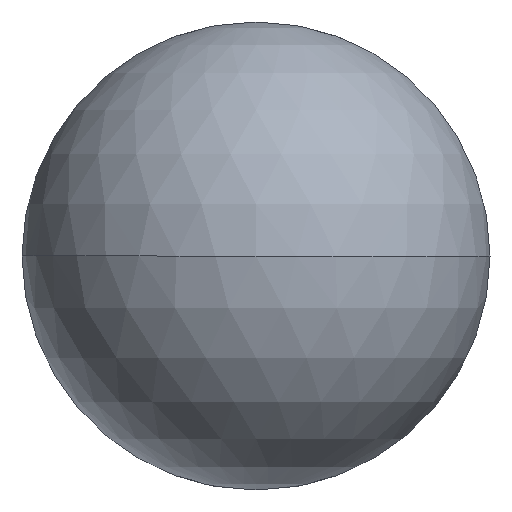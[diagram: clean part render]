
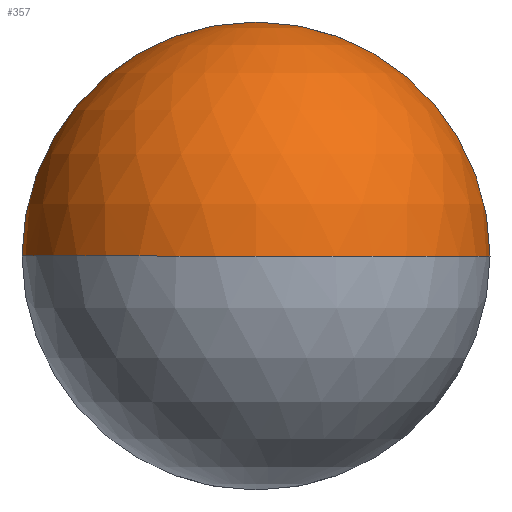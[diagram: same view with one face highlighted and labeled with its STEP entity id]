
A CAD part, front view. The second image highlights one B-rep face of the part: STEP entity #357.
In plain terms, the highlighted spherical face has radius 4.763 mm.
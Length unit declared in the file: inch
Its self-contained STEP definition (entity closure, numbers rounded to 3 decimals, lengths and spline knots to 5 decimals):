
#12 = VERTEX_POINT ( 'NONE', #54 ) ;
#22 = CARTESIAN_POINT ( 'NONE',  ( 0., 0., 0. ) ) ;
#24 = CIRCLE ( 'NONE', #246, 0.1875 ) ;
#25 = CARTESIAN_POINT ( 'NONE',  ( -0.1875, 0.1875, 0. ) ) ;
#31 = CIRCLE ( 'NONE', #297, 0.1875 ) ;
#39 = CARTESIAN_POINT ( 'NONE',  ( 0., 0.1875, 0. ) ) ;
#51 = ORIENTED_EDGE ( 'NONE', *, *, #255, .F. ) ;
#54 = CARTESIAN_POINT ( 'NONE',  ( 0.1875, 0.1875, 0. ) ) ;
#60 = DIRECTION ( 'NONE',  ( 0., -1., 0. ) ) ;
#61 = DIRECTION ( 'NONE',  ( 1., 0., 0. ) ) ;
#68 = DIRECTION ( 'NONE',  ( 0., 0., 1. ) ) ;
#75 = EDGE_CURVE ( 'NONE', #355, #84, #172, .T. ) ;
#76 = CIRCLE ( 'NONE', #344, 0.1875 ) ;
#84 = VERTEX_POINT ( 'NONE', #25 ) ;
#117 = FACE_OUTER_BOUND ( 'NONE', #224, .T. ) ;
#123 = AXIS2_PLACEMENT_3D ( 'NONE', #257, #371, #229 ) ;
#127 = DIRECTION ( 'NONE',  ( 1., 0., 0. ) ) ;
#161 = DIRECTION ( 'NONE',  ( 0., 0., -1. ) ) ;
#172 = CIRCLE ( 'NONE', #123, 0.1875 ) ;
#183 = EDGE_CURVE ( 'NONE', #12, #355, #31, .T. ) ;
#204 = ORIENTED_EDGE ( 'NONE', *, *, #183, .T. ) ;
#215 = DIRECTION ( 'NONE',  ( 0., 0., -1. ) ) ;
#224 = EDGE_LOOP ( 'NONE', ( #365, #359, #51, #204 ) ) ;
#229 = DIRECTION ( 'NONE',  ( 0., 0., -1. ) ) ;
#243 = SPHERICAL_SURFACE ( 'NONE', #349, 0.1875 ) ;
#244 = EDGE_CURVE ( 'NONE', #84, #285, #24, .T. ) ;
#246 = AXIS2_PLACEMENT_3D ( 'NONE', #333, #68, #127 ) ;
#255 = EDGE_CURVE ( 'NONE', #12, #285, #76, .T. ) ;
#257 = CARTESIAN_POINT ( 'NONE',  ( 0., 0.1875, 0. ) ) ;
#270 = DIRECTION ( 'NONE',  ( 0., 0., 1. ) ) ;
#277 = DIRECTION ( 'NONE',  ( -1., 0., 0. ) ) ;
#285 = VERTEX_POINT ( 'NONE', #22 ) ;
#297 = AXIS2_PLACEMENT_3D ( 'NONE', #327, #60, #215 ) ;
#300 = CARTESIAN_POINT ( 'NONE',  ( 0., 0.1875, 0. ) ) ;
#327 = CARTESIAN_POINT ( 'NONE',  ( 0., 0.1875, 0. ) ) ;
#333 = CARTESIAN_POINT ( 'NONE',  ( 0., 0.1875, 0. ) ) ;
#344 = AXIS2_PLACEMENT_3D ( 'NONE', #39, #161, #277 ) ;
#349 = AXIS2_PLACEMENT_3D ( 'NONE', #300, #270, #61 ) ;
#355 = VERTEX_POINT ( 'NONE', #373 ) ;
#357 = ADVANCED_FACE ( 'NONE', ( #117 ), #243, .T. ) ;
#359 = ORIENTED_EDGE ( 'NONE', *, *, #244, .T. ) ;
#365 = ORIENTED_EDGE ( 'NONE', *, *, #75, .T. ) ;
#371 = DIRECTION ( 'NONE',  ( 0., -1., 0. ) ) ;
#373 = CARTESIAN_POINT ( 'NONE',  ( 0., 0.1875, 0.1875 ) ) ;
